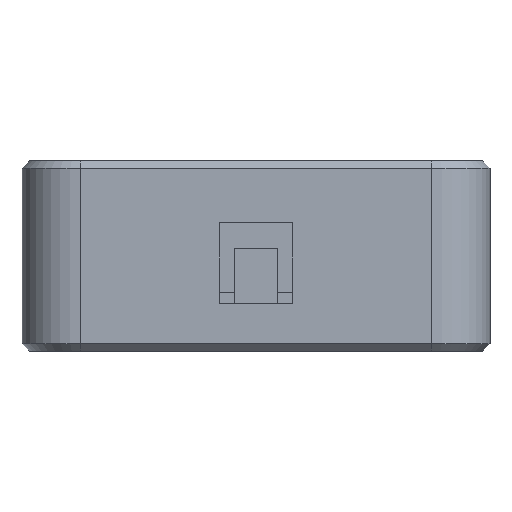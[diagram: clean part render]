
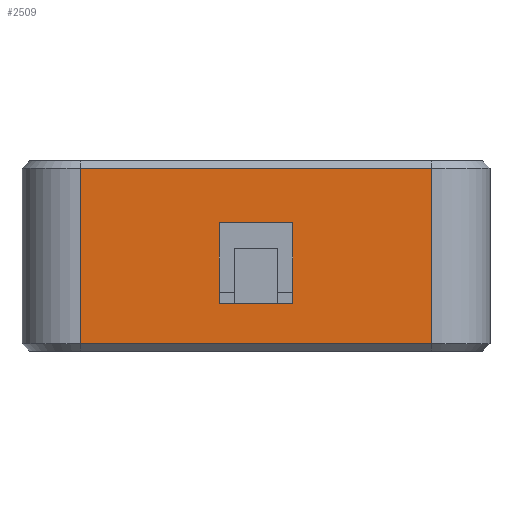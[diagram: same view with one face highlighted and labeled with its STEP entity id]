
A CAD part, left-side view. The second image highlights one B-rep face of the part: STEP entity #2509.
In plain terms, the highlighted planar face has unit normal (-1, 0, 0).
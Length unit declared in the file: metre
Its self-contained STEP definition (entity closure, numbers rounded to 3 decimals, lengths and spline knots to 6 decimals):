
#390=ORIENTED_EDGE('',*,*,#1018,.T.);
#391=ORIENTED_EDGE('',*,*,#1019,.T.);
#392=ORIENTED_EDGE('',*,*,#1020,.T.);
#393=ORIENTED_EDGE('',*,*,#1021,.T.);
#394=ORIENTED_EDGE('',*,*,#984,.F.);
#395=ORIENTED_EDGE('',*,*,#1022,.T.);
#396=ORIENTED_EDGE('',*,*,#1015,.T.);
#397=ORIENTED_EDGE('',*,*,#1023,.T.);
#984=EDGE_CURVE('',#1293,#1294,#1535,.T.);
#1015=EDGE_CURVE('',#1319,#1320,#1561,.T.);
#1018=EDGE_CURVE('',#1321,#1322,#1562,.T.);
#1019=EDGE_CURVE('',#1322,#1323,#1563,.T.);
#1020=EDGE_CURVE('',#1323,#1324,#1564,.T.);
#1021=EDGE_CURVE('',#1324,#1321,#1565,.T.);
#1022=EDGE_CURVE('',#1293,#1319,#1566,.T.);
#1023=EDGE_CURVE('',#1320,#1294,#1567,.T.);
#1293=VERTEX_POINT('',#3873);
#1294=VERTEX_POINT('',#3875);
#1319=VERTEX_POINT('',#3936);
#1320=VERTEX_POINT('',#3937);
#1321=VERTEX_POINT('',#3942);
#1322=VERTEX_POINT('',#3943);
#1323=VERTEX_POINT('',#3945);
#1324=VERTEX_POINT('',#3947);
#1535=LINE('',#3874,#1828);
#1561=LINE('',#3935,#1854);
#1562=LINE('',#3941,#1855);
#1563=LINE('',#3944,#1856);
#1564=LINE('',#3946,#1857);
#1565=LINE('',#3948,#1858);
#1566=LINE('',#3949,#1859);
#1567=LINE('',#3950,#1860);
#1828=VECTOR('',#3117,1.);
#1854=VECTOR('',#3163,1.);
#1855=VECTOR('',#3170,1.);
#1856=VECTOR('',#3171,1.);
#1857=VECTOR('',#3172,1.);
#1858=VECTOR('',#3173,1.);
#1859=VECTOR('',#3174,1.);
#1860=VECTOR('',#3175,1.);
#2052=EDGE_LOOP('',(#390,#391,#392,#393));
#2053=EDGE_LOOP('',(#394,#395,#396,#397));
#2228=FACE_BOUND('',#2052,.T.);
#2229=FACE_BOUND('',#2053,.T.);
#2384=PLANE('',#2703);
#2509=ADVANCED_FACE('',(#2228,#2229),#2384,.F.);
#2703=AXIS2_PLACEMENT_3D('',#3940,#3168,#3169);
#3117=DIRECTION('',(0.,0.,1.));
#3163=DIRECTION('',(0.,0.,1.));
#3168=DIRECTION('',(1.,0.,0.));
#3169=DIRECTION('',(0.,0.,-1.));
#3170=DIRECTION('',(0.,-1.,0.));
#3171=DIRECTION('',(0.,0.,-1.));
#3172=DIRECTION('',(0.,1.,0.));
#3173=DIRECTION('',(0.,0.,1.));
#3174=DIRECTION('',(0.,-1.,0.));
#3175=DIRECTION('',(0.,1.,0.));
#3873=CARTESIAN_POINT('',(-0.126947,0.048482,0.000797));
#3874=CARTESIAN_POINT('',(-0.126947,0.048482,0.000297));
#3875=CARTESIAN_POINT('',(-0.126947,0.048482,0.012797));
#3935=CARTESIAN_POINT('',(-0.126947,0.024482,0.000297));
#3936=CARTESIAN_POINT('',(-0.126947,0.024482,0.000797));
#3937=CARTESIAN_POINT('',(-0.126947,0.024482,0.012797));
#3940=CARTESIAN_POINT('',(-0.126947,0.027357,0.000297));
#3941=CARTESIAN_POINT('',(-0.126947,0.027357,0.009066));
#3942=CARTESIAN_POINT('',(-0.126947,0.038982,0.009066));
#3943=CARTESIAN_POINT('',(-0.126947,0.033982,0.009066));
#3944=CARTESIAN_POINT('',(-0.126947,0.033982,0.000297));
#3945=CARTESIAN_POINT('',(-0.126947,0.033982,0.003566));
#3946=CARTESIAN_POINT('',(-0.126947,0.027357,0.003566));
#3947=CARTESIAN_POINT('',(-0.126947,0.038982,0.003566));
#3948=CARTESIAN_POINT('',(-0.126947,0.038982,0.000297));
#3949=CARTESIAN_POINT('',(-0.126947,0.024482,0.000797));
#3950=CARTESIAN_POINT('',(-0.126947,0.027357,0.012797));
